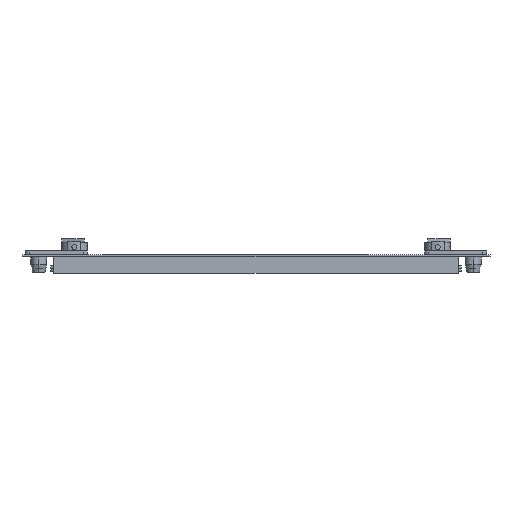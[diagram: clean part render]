
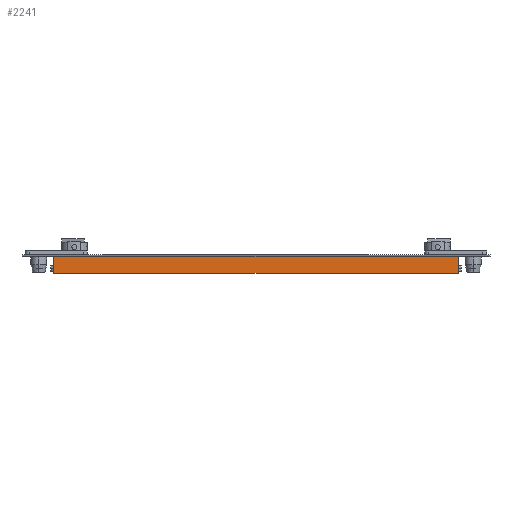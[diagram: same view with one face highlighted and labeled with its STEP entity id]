
A CAD part, front view. The second image highlights one B-rep face of the part: STEP entity #2241.
In plain terms, the highlighted planar face has unit normal (0, -1, 0).
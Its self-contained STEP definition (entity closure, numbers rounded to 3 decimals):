
#152=DIRECTION('',(-1.,0.,0.));
#153=VECTOR('',#152,250.);
#154=CARTESIAN_POINT('',(125.,-225.,0.));
#155=LINE('',#154,#153);
#542=DIRECTION('',(-1.,0.,0.));
#543=VECTOR('',#542,17.);
#544=CARTESIAN_POINT('',(125.,-225.,-1.));
#545=LINE('',#544,#543);
#549=DIRECTION('',(0.,0.,1.));
#550=VECTOR('',#549,9.);
#551=CARTESIAN_POINT('',(-108.,-225.,-10.));
#552=LINE('',#551,#550);
#556=DIRECTION('',(-1.,0.,0.));
#557=VECTOR('',#556,17.);
#558=CARTESIAN_POINT('',(-108.,-225.,-1.));
#559=LINE('',#558,#557);
#563=DIRECTION('',(0.,0.,1.));
#564=VECTOR('',#563,1.);
#565=CARTESIAN_POINT('',(-125.,-225.,-1.));
#566=LINE('',#565,#564);
#1134=DIRECTION('',(0.,0.,1.));
#1135=VECTOR('',#1134,1.);
#1136=CARTESIAN_POINT('',(125.,-225.,-1.));
#1137=LINE('',#1136,#1135);
#1155=DIRECTION('',(1.,0.,0.));
#1156=VECTOR('',#1155,216.);
#1157=CARTESIAN_POINT('',(-108.,-225.,-10.));
#1158=LINE('',#1157,#1156);
#1183=DIRECTION('',(0.,0.,1.));
#1184=VECTOR('',#1183,9.);
#1185=CARTESIAN_POINT('',(108.,-225.,-10.));
#1186=LINE('',#1185,#1184);
#1715=CARTESIAN_POINT('',(-125.,-225.,0.));
#1717=VERTEX_POINT('',#1715);
#1721=CARTESIAN_POINT('',(125.,-225.,0.));
#1722=VERTEX_POINT('',#1721);
#1851=CARTESIAN_POINT('',(-125.,-225.,-1.));
#1852=VERTEX_POINT('',#1851);
#1855=CARTESIAN_POINT('',(125.,-225.,-1.));
#1856=CARTESIAN_POINT('',(108.,-225.,-1.));
#1857=VERTEX_POINT('',#1855);
#1858=VERTEX_POINT('',#1856);
#1859=CARTESIAN_POINT('',(108.,-225.,-10.));
#1860=VERTEX_POINT('',#1859);
#1861=CARTESIAN_POINT('',(-108.,-225.,-10.));
#1862=VERTEX_POINT('',#1861);
#1863=CARTESIAN_POINT('',(-108.,-225.,-1.));
#1864=VERTEX_POINT('',#1863);
#2220=CARTESIAN_POINT('',(-125.,-225.,0.));
#2221=DIRECTION('',(0.,-1.,0.));
#2222=DIRECTION('',(1.,0.,0.));
#2223=AXIS2_PLACEMENT_3D('',#2220,#2221,#2222);
#2224=PLANE('',#2223);
#2226=ORIENTED_EDGE('',*,*,#2225,.T.);
#2228=ORIENTED_EDGE('',*,*,#2227,.F.);
#2230=ORIENTED_EDGE('',*,*,#2229,.F.);
#2232=ORIENTED_EDGE('',*,*,#2231,.T.);
#2234=ORIENTED_EDGE('',*,*,#2233,.T.);
#2235=ORIENTED_EDGE('',*,*,#2211,.T.);
#2236=ORIENTED_EDGE('',*,*,#2030,.F.);
#2238=ORIENTED_EDGE('',*,*,#2237,.F.);
#2239=EDGE_LOOP('',(#2226,#2228,#2230,#2232,#2234,#2235,#2236,#2238));
#2240=FACE_OUTER_BOUND('',#2239,.F.);
#2030=EDGE_CURVE('',#1722,#1717,#155,.T.);
#2211=EDGE_CURVE('',#1852,#1717,#566,.T.);
#2225=EDGE_CURVE('',#1857,#1858,#545,.T.);
#2227=EDGE_CURVE('',#1860,#1858,#1186,.T.);
#2229=EDGE_CURVE('',#1862,#1860,#1158,.T.);
#2231=EDGE_CURVE('',#1862,#1864,#552,.T.);
#2233=EDGE_CURVE('',#1864,#1852,#559,.T.);
#2237=EDGE_CURVE('',#1857,#1722,#1137,.T.);
#2241=ADVANCED_FACE('',(#2240),#2224,.T.);
